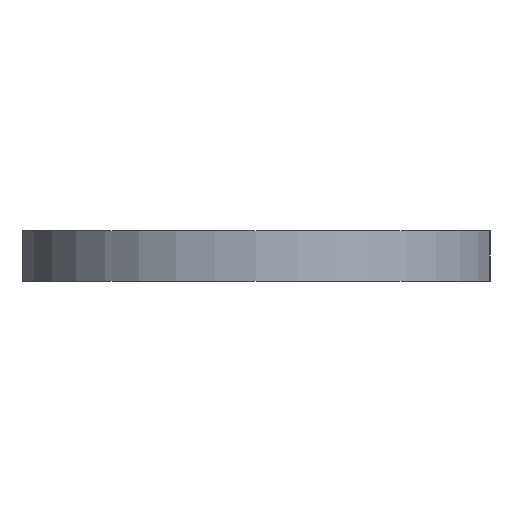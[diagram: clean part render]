
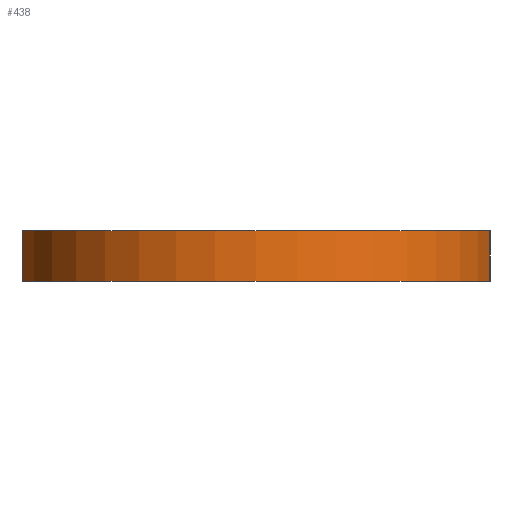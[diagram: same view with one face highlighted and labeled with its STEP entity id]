
A CAD part, front view. The second image highlights one B-rep face of the part: STEP entity #438.
In plain terms, the highlighted cylindrical face has radius 30.163 mm (diameter 60.325 mm), a partial arc.
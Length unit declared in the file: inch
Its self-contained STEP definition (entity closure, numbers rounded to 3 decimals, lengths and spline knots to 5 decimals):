
#58 = CYLINDRICAL_SURFACE ( 'NONE', #523, 1.1875 ) ;
#100 = DIRECTION ( 'NONE',  ( 1., 0., 0. ) ) ;
#146 = DIRECTION ( 'NONE',  ( -1., 0., 0. ) ) ;
#173 = VECTOR ( 'NONE', #1228, 39.37008 ) ;
#185 = EDGE_CURVE ( 'NONE', #197, #734, #475, .T. ) ;
#197 = VERTEX_POINT ( 'NONE', #431 ) ;
#252 = EDGE_LOOP ( 'NONE', ( #1023, #709, #435, #362 ) ) ;
#280 = DIRECTION ( 'NONE',  ( 1., 0., 0. ) ) ;
#308 = VERTEX_POINT ( 'NONE', #651 ) ;
#356 = CARTESIAN_POINT ( 'NONE',  ( 1.16416, -0.23427, 0.125 ) ) ;
#362 = ORIENTED_EDGE ( 'NONE', *, *, #527, .T. ) ;
#381 = DIRECTION ( 'NONE',  ( 0., 0., -1. ) ) ;
#431 = CARTESIAN_POINT ( 'NONE',  ( -1.16416, -0.23427, -0.125 ) ) ;
#435 = ORIENTED_EDGE ( 'NONE', *, *, #185, .T. ) ;
#438 = ADVANCED_FACE ( 'NONE', ( #1002 ), #58, .T. ) ;
#475 = CIRCLE ( 'NONE', #632, 1.1875 ) ;
#523 = AXIS2_PLACEMENT_3D ( 'NONE', #669, #381, #146 ) ;
#527 = EDGE_CURVE ( 'NONE', #734, #803, #1355, .T. ) ;
#533 = DIRECTION ( 'NONE',  ( 0., 0., -1. ) ) ;
#596 = DIRECTION ( 'NONE',  ( 0., 0., 1. ) ) ;
#632 = AXIS2_PLACEMENT_3D ( 'NONE', #971, #634, #100 ) ;
#634 = DIRECTION ( 'NONE',  ( 0., 0., 1. ) ) ;
#651 = CARTESIAN_POINT ( 'NONE',  ( -1.16416, -0.23427, 0.125 ) ) ;
#665 = EDGE_CURVE ( 'NONE', #308, #803, #903, .T. ) ;
#669 = CARTESIAN_POINT ( 'NONE',  ( 0., 0., 0.125 ) ) ;
#709 = ORIENTED_EDGE ( 'NONE', *, *, #1211, .T. ) ;
#734 = VERTEX_POINT ( 'NONE', #812 ) ;
#790 = VECTOR ( 'NONE', #533, 39.37008 ) ;
#803 = VERTEX_POINT ( 'NONE', #356 ) ;
#812 = CARTESIAN_POINT ( 'NONE',  ( 1.16416, -0.23427, -0.125 ) ) ;
#848 = LINE ( 'NONE', #1254, #790 ) ;
#872 = CARTESIAN_POINT ( 'NONE',  ( 0., 0., 0.125 ) ) ;
#903 = CIRCLE ( 'NONE', #1226, 1.1875 ) ;
#971 = CARTESIAN_POINT ( 'NONE',  ( 0., 0., -0.125 ) ) ;
#1002 = FACE_OUTER_BOUND ( 'NONE', #252, .T. ) ;
#1023 = ORIENTED_EDGE ( 'NONE', *, *, #665, .F. ) ;
#1211 = EDGE_CURVE ( 'NONE', #308, #197, #848, .T. ) ;
#1226 = AXIS2_PLACEMENT_3D ( 'NONE', #872, #596, #280 ) ;
#1228 = DIRECTION ( 'NONE',  ( 0., 0., 1. ) ) ;
#1254 = CARTESIAN_POINT ( 'NONE',  ( -1.16416, -0.23427, 0.125 ) ) ;
#1258 = CARTESIAN_POINT ( 'NONE',  ( 1.16416, -0.23427, 0.125 ) ) ;
#1355 = LINE ( 'NONE', #1258, #173 ) ;
